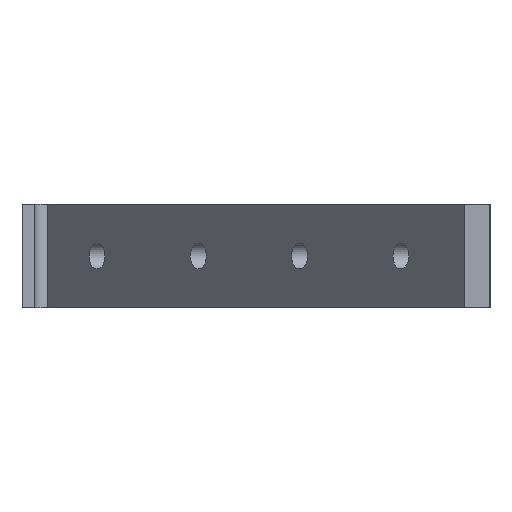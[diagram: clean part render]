
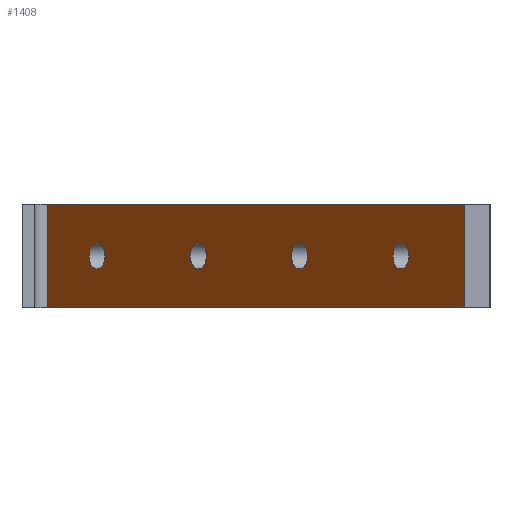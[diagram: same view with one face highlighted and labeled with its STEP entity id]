
A CAD part, left-side view. The second image highlights one B-rep face of the part: STEP entity #1408.
In plain terms, the highlighted planar face has unit normal (-0.609, 0.793, 0).
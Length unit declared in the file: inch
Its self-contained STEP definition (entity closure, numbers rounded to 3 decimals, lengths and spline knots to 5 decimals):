
#30=FACE_BOUND('',#213,.T.);
#31=FACE_BOUND('',#214,.T.);
#32=FACE_BOUND('',#215,.T.);
#33=FACE_BOUND('',#216,.T.);
#67=PLANE('',#1559);
#131=FACE_OUTER_BOUND('',#212,.T.);
#212=EDGE_LOOP('',(#1190,#1191,#1192,#1193));
#213=EDGE_LOOP('',(#1194));
#214=EDGE_LOOP('',(#1195));
#215=EDGE_LOOP('',(#1196));
#216=EDGE_LOOP('',(#1197));
#281=LINE('',#2140,#414);
#331=LINE('',#2296,#464);
#355=LINE('',#2356,#488);
#356=LINE('',#2357,#489);
#414=VECTOR('',#1714,0.3937);
#464=VECTOR('',#1862,0.3937);
#488=VECTOR('',#1928,0.3937);
#489=VECTOR('',#1929,0.3937);
#559=CIRCLE('',#1506,0.0625);
#560=CIRCLE('',#1508,0.0625);
#564=CIRCLE('',#1515,0.0625);
#565=CIRCLE('',#1517,0.0625);
#633=VERTEX_POINT('',#2137);
#634=VERTEX_POINT('',#2139);
#666=VERTEX_POINT('',#2209);
#667=VERTEX_POINT('',#2213);
#670=VERTEX_POINT('',#2224);
#671=VERTEX_POINT('',#2228);
#690=VERTEX_POINT('',#2293);
#706=VERTEX_POINT('',#2355);
#781=EDGE_CURVE('',#633,#634,#281,.T.);
#817=EDGE_CURVE('',#666,#666,#559,.T.);
#819=EDGE_CURVE('',#667,#667,#560,.T.);
#824=EDGE_CURVE('',#670,#670,#564,.T.);
#826=EDGE_CURVE('',#671,#671,#565,.T.);
#859=EDGE_CURVE('',#633,#690,#331,.T.);
#889=EDGE_CURVE('',#706,#690,#355,.T.);
#890=EDGE_CURVE('',#706,#634,#356,.T.);
#1190=ORIENTED_EDGE('',*,*,#859,.T.);
#1191=ORIENTED_EDGE('',*,*,#889,.F.);
#1192=ORIENTED_EDGE('',*,*,#890,.T.);
#1193=ORIENTED_EDGE('',*,*,#781,.F.);
#1194=ORIENTED_EDGE('',*,*,#817,.T.);
#1195=ORIENTED_EDGE('',*,*,#819,.T.);
#1196=ORIENTED_EDGE('',*,*,#824,.T.);
#1197=ORIENTED_EDGE('',*,*,#826,.T.);
#1408=ADVANCED_FACE('',(#131,#30,#31,#32,#33),#67,.T.);
#1506=AXIS2_PLACEMENT_3D('',#2210,#1768,#1769);
#1508=AXIS2_PLACEMENT_3D('',#2214,#1773,#1774);
#1515=AXIS2_PLACEMENT_3D('',#2225,#1788,#1789);
#1517=AXIS2_PLACEMENT_3D('',#2229,#1793,#1794);
#1559=AXIS2_PLACEMENT_3D('',#2354,#1926,#1927);
#1714=DIRECTION('',(-0.793,-0.609,0.));
#1768=DIRECTION('center_axis',(0.609,-0.793,0.));
#1769=DIRECTION('ref_axis',(0.,0.,1.));
#1773=DIRECTION('center_axis',(0.609,-0.793,0.));
#1774=DIRECTION('ref_axis',(0.,0.,1.));
#1788=DIRECTION('center_axis',(0.609,-0.793,0.));
#1789=DIRECTION('ref_axis',(0.,0.,1.));
#1793=DIRECTION('center_axis',(0.609,-0.793,0.));
#1794=DIRECTION('ref_axis',(0.,0.,1.));
#1862=DIRECTION('',(0.,0.,-1.));
#1926=DIRECTION('center_axis',(-0.609,0.793,0.));
#1927=DIRECTION('ref_axis',(0.793,0.609,0.));
#1928=DIRECTION('',(0.793,0.609,0.));
#1929=DIRECTION('',(0.,0.,1.));
#2137=CARTESIAN_POINT('',(-3.06464,0.5,4.56132));
#2139=CARTESIAN_POINT('',(-5.6768,-1.50439,4.56132));
#2140=CARTESIAN_POINT('',(-1.76141,1.5,4.56132));
#2209=CARTESIAN_POINT('',(-4.00643,-0.22266,4.24882));
#2210=CARTESIAN_POINT('Origin',(-4.00643,-0.22266,4.31132));
#2213=CARTESIAN_POINT('',(-4.64111,-0.70967,4.24882));
#2214=CARTESIAN_POINT('Origin',(-4.64111,-0.70967,4.31132));
#2224=CARTESIAN_POINT('',(-3.37174,0.26435,4.24882));
#2225=CARTESIAN_POINT('Origin',(-3.37174,0.26435,4.31132));
#2228=CARTESIAN_POINT('',(-5.27579,-1.19668,4.24882));
#2229=CARTESIAN_POINT('Origin',(-5.27579,-1.19668,4.31132));
#2293=CARTESIAN_POINT('',(-3.06464,0.5,4.06132));
#2296=CARTESIAN_POINT('',(-3.06464,0.5,4.43632));
#2354=CARTESIAN_POINT('Origin',(-6.00968,-1.75981,4.31132));
#2355=CARTESIAN_POINT('',(-5.6768,-1.50439,4.06132));
#2356=CARTESIAN_POINT('',(-2.1,1.24019,4.06132));
#2357=CARTESIAN_POINT('',(-5.6768,-1.50439,4.31132));
